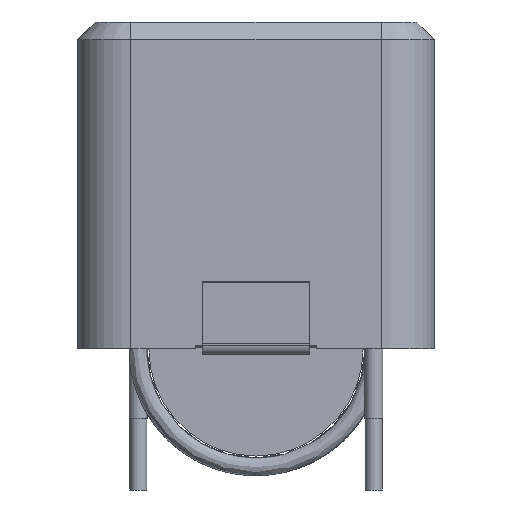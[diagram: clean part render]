
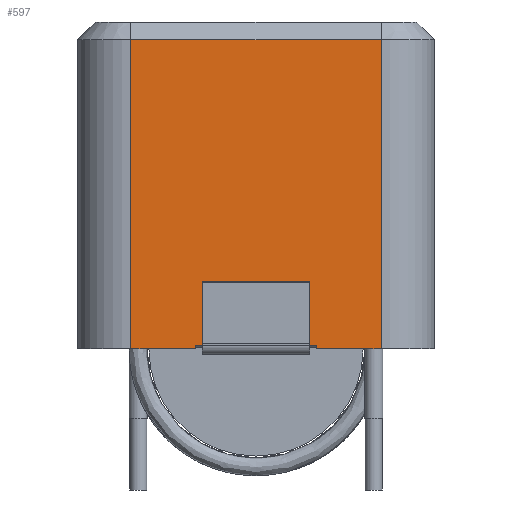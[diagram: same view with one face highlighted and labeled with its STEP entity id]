
A CAD part, left-side view. The second image highlights one B-rep face of the part: STEP entity #597.
In plain terms, the highlighted planar face has unit normal (-1, 0, 0).
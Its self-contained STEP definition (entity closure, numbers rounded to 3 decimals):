
#597 = ADVANCED_FACE( '', ( #1288 ), #1289, .F. );
#1288 = FACE_OUTER_BOUND( '', #1917, .T. );
#1289 = PLANE( '', #1918 );
#1917 = EDGE_LOOP( '', ( #4458, #4459, #4460, #4461, #4462, #4463, #4464, #4465 ) );
#1918 = AXIS2_PLACEMENT_3D( '', #4466, #4467, #4468 );
#4458 = ORIENTED_EDGE( '', *, *, #6013, .T. );
#4459 = ORIENTED_EDGE( '', *, *, #6014, .T. );
#4460 = ORIENTED_EDGE( '', *, *, #6015, .T. );
#4461 = ORIENTED_EDGE( '', *, *, #6016, .T. );
#4462 = ORIENTED_EDGE( '', *, *, #6017, .T. );
#4463 = ORIENTED_EDGE( '', *, *, #6018, .T. );
#4464 = ORIENTED_EDGE( '', *, *, #5986, .T. );
#4465 = ORIENTED_EDGE( '', *, *, #6019, .T. );
#4466 = CARTESIAN_POINT( '', ( -5., 5., 9.15 ) );
#4467 = DIRECTION( '', ( 1., 0., 0. ) );
#4468 = DIRECTION( '', ( 0., 0., -1. ) );
#5986 = EDGE_CURVE( '', #6946, #6944, #6947, .T. );
#6013 = EDGE_CURVE( '', #6991, #6992, #6993, .T. );
#6014 = EDGE_CURVE( '', #6992, #6994, #6995, .T. );
#6015 = EDGE_CURVE( '', #6994, #6996, #6997, .T. );
#6016 = EDGE_CURVE( '', #6996, #6998, #6999, .F. );
#6017 = EDGE_CURVE( '', #6998, #7000, #7001, .T. );
#6018 = EDGE_CURVE( '', #7000, #6946, #7002, .T. );
#6019 = EDGE_CURVE( '', #6944, #6991, #7003, .T. );
#6944 = VERTEX_POINT( '', #8896 );
#6946 = VERTEX_POINT( '', #8899 );
#6947 = LINE( '', #8900, #8901 );
#6991 = VERTEX_POINT( '', #8962 );
#6992 = VERTEX_POINT( '', #8963 );
#6993 = LINE( '', #8964, #8965 );
#6994 = VERTEX_POINT( '', #8966 );
#6995 = LINE( '', #8967, #8968 );
#6996 = VERTEX_POINT( '', #8969 );
#6997 = LINE( '', #8970, #8971 );
#6998 = VERTEX_POINT( '', #8972 );
#6999 = LINE( '', #8973, #8974 );
#7000 = VERTEX_POINT( '', #8975 );
#7001 = LINE( '', #8976, #8977 );
#7002 = LINE( '', #8978, #8979 );
#7003 = LINE( '', #8980, #8981 );
#8896 = CARTESIAN_POINT( '', ( -5., 1.7, 0. ) );
#8899 = CARTESIAN_POINT( '', ( -5., 3.5, 0. ) );
#8900 = CARTESIAN_POINT( '', ( -5., 5., 0. ) );
#8901 = VECTOR( '', #9730, 1000. );
#8962 = CARTESIAN_POINT( '', ( -5., 1.7, 0.1 ) );
#8963 = CARTESIAN_POINT( '', ( -5., -1.7, 0.1 ) );
#8964 = CARTESIAN_POINT( '', ( -5., 5., 0.1 ) );
#8965 = VECTOR( '', #9775, 1000. );
#8966 = CARTESIAN_POINT( '', ( -5., -1.7, 0. ) );
#8967 = CARTESIAN_POINT( '', ( -5., -1.7, 9.15 ) );
#8968 = VECTOR( '', #9776, 1000. );
#8969 = CARTESIAN_POINT( '', ( -5., -3.5, 0. ) );
#8970 = CARTESIAN_POINT( '', ( -5., 5., 0. ) );
#8971 = VECTOR( '', #9777, 1000. );
#8972 = CARTESIAN_POINT( '', ( -5., -3.5, 8.65 ) );
#8973 = CARTESIAN_POINT( '', ( -5., -3.5, 9.15 ) );
#8974 = VECTOR( '', #9778, 1000. );
#8975 = CARTESIAN_POINT( '', ( -5., 3.5, 8.65 ) );
#8976 = CARTESIAN_POINT( '', ( -5., 3.5, 8.65 ) );
#8977 = VECTOR( '', #9779, 1000. );
#8978 = CARTESIAN_POINT( '', ( -5., 3.5, 9.15 ) );
#8979 = VECTOR( '', #9780, 1000. );
#8980 = CARTESIAN_POINT( '', ( -5., 1.7, 9.15 ) );
#8981 = VECTOR( '', #9781, 1000. );
#9730 = DIRECTION( '', ( 0., -1., 0. ) );
#9775 = DIRECTION( '', ( 0., -1., 0. ) );
#9776 = DIRECTION( '', ( 0., 0., -1. ) );
#9777 = DIRECTION( '', ( 0., -1., 0. ) );
#9778 = DIRECTION( '', ( 0., 0., -1. ) );
#9779 = DIRECTION( '', ( 0., 1., 0. ) );
#9780 = DIRECTION( '', ( 0., 0., -1. ) );
#9781 = DIRECTION( '', ( 0., 0., 1. ) );
